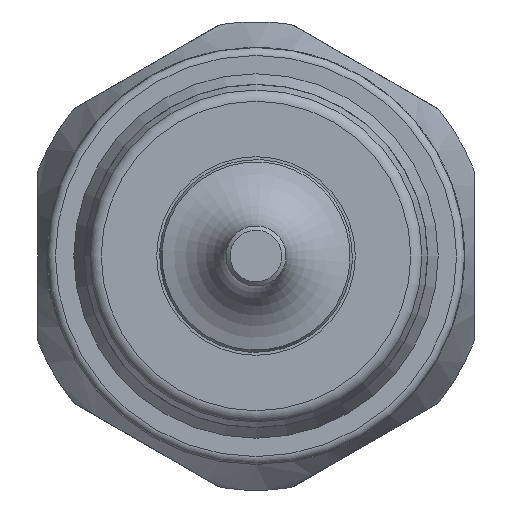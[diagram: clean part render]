
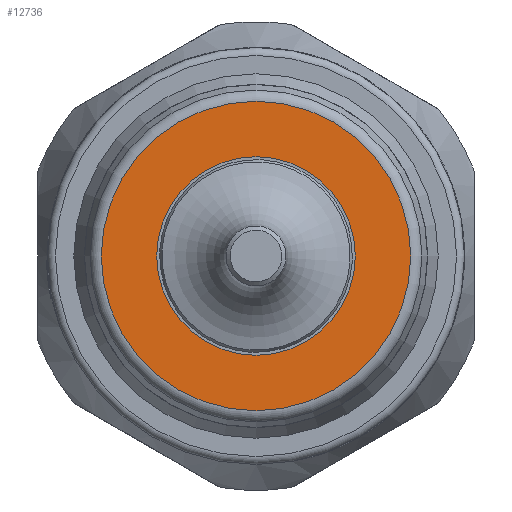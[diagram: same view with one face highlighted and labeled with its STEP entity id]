
A CAD part, front view. The second image highlights one B-rep face of the part: STEP entity #12736.
In plain terms, the highlighted planar face has unit normal (0, -1, 0).
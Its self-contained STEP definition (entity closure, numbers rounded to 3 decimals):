
#3522=FACE_BOUND('',#4852,.T.);
#4159=FACE_OUTER_BOUND('',#4851,.T.);
#4851=EDGE_LOOP('',(#11781));
#4852=EDGE_LOOP('',(#11782));
#5124=CIRCLE('',#13275,7.793);
#5126=CIRCLE('',#13278,5.);
#6331=VERTEX_POINT('',#27839);
#6332=VERTEX_POINT('',#27843);
#8161=EDGE_CURVE('',#6331,#6331,#5124,.T.);
#8163=EDGE_CURVE('',#6332,#6332,#5126,.T.);
#11781=ORIENTED_EDGE('',*,*,#8161,.T.);
#11782=ORIENTED_EDGE('',*,*,#8163,.F.);
#12099=PLANE('',#13277);
#12736=ADVANCED_FACE('',(#4159,#3522),#12099,.T.);
#13275=AXIS2_PLACEMENT_3D('',#27840,#15000,#15001);
#13277=AXIS2_PLACEMENT_3D('',#27842,#15004,#15005);
#13278=AXIS2_PLACEMENT_3D('',#27844,#15006,#15007);
#15000=DIRECTION('center_axis',(0.,-1.,0.));
#15001=DIRECTION('ref_axis',(1.,0.,0.));
#15004=DIRECTION('center_axis',(0.,-1.,0.));
#15005=DIRECTION('ref_axis',(0.,0.,-1.));
#15006=DIRECTION('center_axis',(0.,-1.,0.));
#15007=DIRECTION('ref_axis',(1.,0.,0.));
#27839=CARTESIAN_POINT('',(0.,-19.,7.793));
#27840=CARTESIAN_POINT('Origin',(0.,-19.,0.));
#27842=CARTESIAN_POINT('Origin',(5.,-19.,0.));
#27843=CARTESIAN_POINT('',(-5.,-19.,0.));
#27844=CARTESIAN_POINT('Origin',(0.,-19.,0.));
